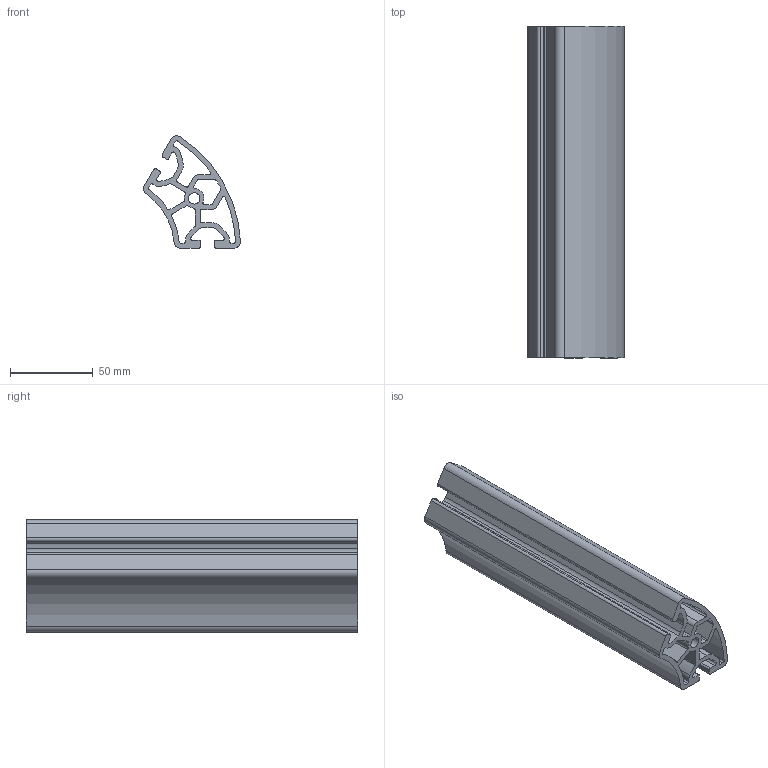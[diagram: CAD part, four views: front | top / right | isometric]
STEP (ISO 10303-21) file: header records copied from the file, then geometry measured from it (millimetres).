
FILE_DESCRIPTION(/* description */ ('Aluminiumprofil R40/80-60°'),/* implementation_level */ '2;1');
FILE_NAME(/* name */ 'Syskomp 281408961 Aluminiumprofil R40_80-60°.stp',/* time_stamp */ '2017-06-12T13:14:16+02:00',/* author */ ('wheldmann'),/* organization */ (''),/* preprocessor_version */ 'ST-DEVELOPER v16.1',/* originating_system */ 'Autodesk Inventor 2016',/* authorisation */ ' ');
FILE_SCHEMA (('AUTOMOTIVE_DESIGN { 1 0 10303 214 3 1 1 }'));
Length unit declared in the file: millimetre
Products named in the file (1): 281408961 Aluminiumprofil R40_80-60° - 200
Bounding box: 58.51 x 200 x 67.72 mm (x, y, z)
Volume: 211919.9 mm3; surface area: 128915.6 mm2
Topology: 1 solids, 1 shells, 115 faces, 339 edges, 226 vertices
Faces by surface type: cylinder 75, plane 40
Full cylindrical faces by diameter (mm): 6.8 x1
Entity records: 3946 total; most frequent: DIRECTION 720, CARTESIAN_POINT 680, ORIENTED_EDGE 676, EDGE_CURVE 338, AXIS2_PLACEMENT_3D 266, VERTEX_POINT 226, LINE 188, VECTOR 188
